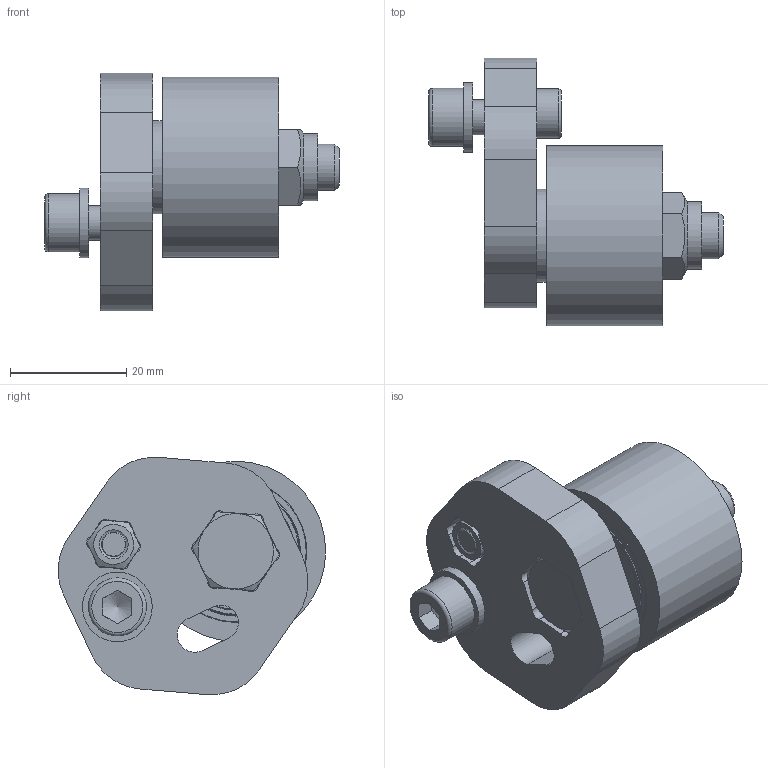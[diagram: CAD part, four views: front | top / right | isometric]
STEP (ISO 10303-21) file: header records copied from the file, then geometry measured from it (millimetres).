
FILE_DESCRIPTION(/* description */ (''),/* implementation_level */ '2;1');
FILE_NAME(/* name */ 'BeltTightener_Assembly.stp',/* time_stamp */ '2021-09-08T14:44:59+02:00',/* author */ ('Viktor'),/* organization */ (''),/* preprocessor_version */ 'ST-DEVELOPER v18.1',/* originating_system */ 'Autodesk Inventor 2022',/* authorisation */ '');
FILE_SCHEMA (('AUTOMOTIVE_DESIGN { 1 0 10303 214 3 1 1 }'));
Length unit declared in the file: millimetre
Products named in the file (13): BeltTightener_Assembly; ISO 4762 - M6 x 12; Bottom; DIN 125 - A 6,4; DIN 985 - M6; ISO 4762 - M5 x 8; DIN 985 - M5; Roller; SS608-2RS; DIN 125 - A 8,4; DIN 933 - M8  x 35; DIN 985 - M8; Roller_Outer
Assembly tree (16 placements, depth 2):
  BeltTightener_Assembly
    ISO 4762 - M6 x 12
    Bottom
    DIN 125 - A 6,4
    DIN 985 - M6
    ISO 4762 - M5 x 8
    DIN 985 - M5
    Roller
    SS608-2RS  x2
    DIN 125 - A 8,4  x4
    DIN 933 - M8  x 35
    DIN 985 - M8
    Roller_Outer
Bounding box: 50.7 x 46.02 x 40.83 mm (x, y, z)
Volume: 27544.1 mm3; surface area: 20349.6 mm2
Topology: 16 solids, 16 shells, 231 faces, 512 edges, 333 vertices
Faces by surface type: plane 114, cylinder 73, cone 40, torus 4
Full cylindrical faces by diameter (mm): 4.134 x1, 4.917 x1, 5 x2, 6 x2, 6.4 x1, 6.647 x1, 6.9 x1, 7.323 x1, 8 x4, 8.4 x4, 8.5 x1, 8.9 x1, 9 x1, 10 x5, 11.4 x1, 11.6 x1, 11.8 x1, 12 x1, 16 x4, 18 x1, 18.439 x1, 20 x4, 22 x2, 22.3 x2, 24.3 x1, 24.5 x1, 31 x1
Entity records: 6423 total; most frequent: CARTESIAN_POINT 1201, DIRECTION 1067, ORIENTED_EDGE 908, EDGE_CURVE 454, AXIS2_PLACEMENT_3D 424, VERTEX_POINT 297, EDGE_LOOP 241, LINE 219
